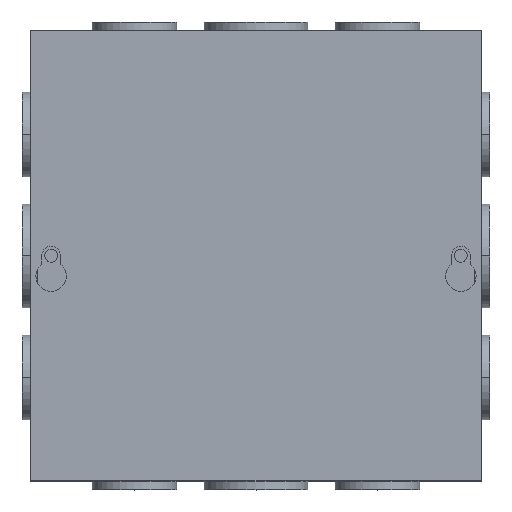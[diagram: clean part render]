
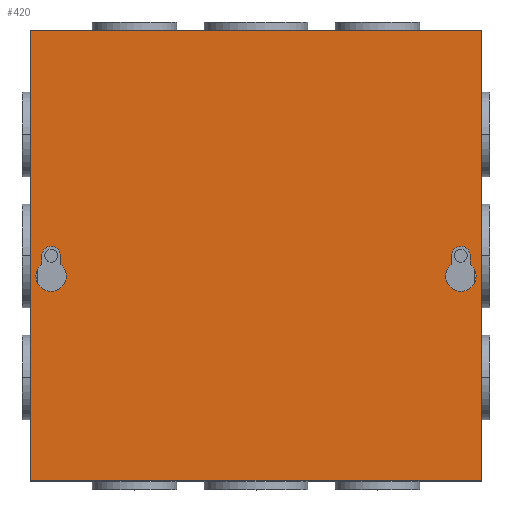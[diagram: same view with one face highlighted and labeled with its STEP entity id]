
A CAD part, top view. The second image highlights one B-rep face of the part: STEP entity #420.
In plain terms, the highlighted planar face has unit normal (0, 0, 1).
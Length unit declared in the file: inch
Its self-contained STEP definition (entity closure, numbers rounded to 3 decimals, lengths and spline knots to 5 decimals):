
#29 = DIRECTION ( 'NONE',  ( 0., -1., 0. ) ) ;
#44 = FACE_OUTER_BOUND ( 'NONE', #2079, .T. ) ;
#55 = CARTESIAN_POINT ( 'NONE',  ( 2.73, -0.272, 3.057 ) ) ;
#86 = AXIS2_PLACEMENT_3D ( 'NONE', #7050, #4628, #7690 ) ;
#206 = AXIS2_PLACEMENT_3D ( 'NONE', #467, #3477, #2782 ) ;
#400 = EDGE_CURVE ( 'NONE', #8514, #8297, #539, .T. ) ;
#420 = ADVANCED_FACE ( 'NONE', ( #44, #8298, #2356 ), #887, .T. ) ;
#432 = VERTEX_POINT ( 'NONE', #2314 ) ;
#467 = CARTESIAN_POINT ( 'NONE',  ( -2.73, 0., 3.057 ) ) ;
#500 = AXIS2_PLACEMENT_3D ( 'NONE', #1096, #7116, #9397 ) ;
#539 = LINE ( 'NONE', #3551, #4154 ) ;
#609 = VERTEX_POINT ( 'NONE', #8179 ) ;
#645 = VERTEX_POINT ( 'NONE', #3628 ) ;
#885 = CARTESIAN_POINT ( 'NONE',  ( -3., 3., 3.057 ) ) ;
#887 = PLANE ( 'NONE',  #3528 ) ;
#936 = LINE ( 'NONE', #8246, #3368 ) ;
#1096 = CARTESIAN_POINT ( 'NONE',  ( -2.73, -0.272, 3.057 ) ) ;
#1161 = CARTESIAN_POINT ( 'NONE',  ( -2.855, 0., 3.057 ) ) ;
#1202 = ORIENTED_EDGE ( 'NONE', *, *, #9381, .T. ) ;
#1290 = CIRCLE ( 'NONE', #7913, 0.203 ) ;
#1314 = ORIENTED_EDGE ( 'NONE', *, *, #3664, .T. ) ;
#1326 = DIRECTION ( 'NONE',  ( 1., 0., 0. ) ) ;
#1680 = DIRECTION ( 'NONE',  ( 1., 0., 0. ) ) ;
#1760 = EDGE_CURVE ( 'NONE', #2699, #8356, #2605, .T. ) ;
#1983 = VERTEX_POINT ( 'NONE', #9548 ) ;
#2079 = EDGE_LOOP ( 'NONE', ( #3438, #3048, #5093, #6355 ) ) ;
#2283 = CARTESIAN_POINT ( 'NONE',  ( 2.605, -3., 3.057 ) ) ;
#2300 = ORIENTED_EDGE ( 'NONE', *, *, #6323, .T. ) ;
#2314 = CARTESIAN_POINT ( 'NONE',  ( 2.605, -0.11205, 3.057 ) ) ;
#2356 = FACE_BOUND ( 'NONE', #9202, .T. ) ;
#2594 = DIRECTION ( 'NONE',  ( 0., 0., -1. ) ) ;
#2605 = CIRCLE ( 'NONE', #86, 0.125 ) ;
#2699 = VERTEX_POINT ( 'NONE', #3871 ) ;
#2782 = DIRECTION ( 'NONE',  ( 1., 0., 0. ) ) ;
#2820 = DIRECTION ( 'NONE',  ( 0., 1., 0. ) ) ;
#3048 = ORIENTED_EDGE ( 'NONE', *, *, #6461, .T. ) ;
#3368 = VECTOR ( 'NONE', #1680, 39.37008 ) ;
#3435 = ORIENTED_EDGE ( 'NONE', *, *, #400, .T. ) ;
#3438 = ORIENTED_EDGE ( 'NONE', *, *, #6635, .T. ) ;
#3477 = DIRECTION ( 'NONE',  ( 0., 0., -1. ) ) ;
#3528 = AXIS2_PLACEMENT_3D ( 'NONE', #7699, #8343, #6805 ) ;
#3540 = CARTESIAN_POINT ( 'NONE',  ( -2.73, -0.272, 3.057 ) ) ;
#3551 = CARTESIAN_POINT ( 'NONE',  ( -2.855, -3., 3.057 ) ) ;
#3628 = CARTESIAN_POINT ( 'NONE',  ( 3., 3., 3.057 ) ) ;
#3664 = EDGE_CURVE ( 'NONE', #1983, #4322, #1290, .T. ) ;
#3871 = CARTESIAN_POINT ( 'NONE',  ( 2.605, 0., 3.057 ) ) ;
#3894 = CARTESIAN_POINT ( 'NONE',  ( 3., -3., 3.057 ) ) ;
#3916 = DIRECTION ( 'NONE',  ( 1., 0., 0. ) ) ;
#3931 = DIRECTION ( 'NONE',  ( 1., 0., 0. ) ) ;
#3976 = ORIENTED_EDGE ( 'NONE', *, *, #5593, .T. ) ;
#3979 = LINE ( 'NONE', #9305, #6997 ) ;
#4078 = VERTEX_POINT ( 'NONE', #3894 ) ;
#4115 = CIRCLE ( 'NONE', #4903, 0.203 ) ;
#4154 = VECTOR ( 'NONE', #6566, 39.37008 ) ;
#4157 = AXIS2_PLACEMENT_3D ( 'NONE', #7046, #2594, #3931 ) ;
#4274 = ORIENTED_EDGE ( 'NONE', *, *, #7083, .T. ) ;
#4322 = VERTEX_POINT ( 'NONE', #9218 ) ;
#4443 = EDGE_CURVE ( 'NONE', #8297, #5287, #7134, .T. ) ;
#4628 = DIRECTION ( 'NONE',  ( 0., 0., -1. ) ) ;
#4635 = VERTEX_POINT ( 'NONE', #7037 ) ;
#4742 = AXIS2_PLACEMENT_3D ( 'NONE', #8465, #6045, #3916 ) ;
#4773 = ORIENTED_EDGE ( 'NONE', *, *, #9436, .T. ) ;
#4834 = LINE ( 'NONE', #5899, #5063 ) ;
#4860 = EDGE_CURVE ( 'NONE', #432, #2699, #6826, .T. ) ;
#4903 = AXIS2_PLACEMENT_3D ( 'NONE', #6653, #9563, #1326 ) ;
#5063 = VECTOR ( 'NONE', #2820, 39.37008 ) ;
#5093 = ORIENTED_EDGE ( 'NONE', *, *, #7867, .T. ) ;
#5216 = CIRCLE ( 'NONE', #4742, 0.203 ) ;
#5220 = EDGE_LOOP ( 'NONE', ( #5563, #3976, #1314, #1202, #6090, #6887 ) ) ;
#5247 = DIRECTION ( 'NONE',  ( 0., 1., 0. ) ) ;
#5254 = CARTESIAN_POINT ( 'NONE',  ( -2.855, -0.11205, 3.057 ) ) ;
#5287 = VERTEX_POINT ( 'NONE', #6114 ) ;
#5418 = VECTOR ( 'NONE', #5629, 39.37008 ) ;
#5423 = ORIENTED_EDGE ( 'NONE', *, *, #4443, .T. ) ;
#5441 = DIRECTION ( 'NONE',  ( 1., 0., 0. ) ) ;
#5501 = VERTEX_POINT ( 'NONE', #5934 ) ;
#5563 = ORIENTED_EDGE ( 'NONE', *, *, #8092, .T. ) ;
#5593 = EDGE_CURVE ( 'NONE', #8762, #1983, #5216, .T. ) ;
#5629 = DIRECTION ( 'NONE',  ( 0., -1., 0. ) ) ;
#5899 = CARTESIAN_POINT ( 'NONE',  ( 3., -3., 3.057 ) ) ;
#5915 = DIRECTION ( 'NONE',  ( 0., 0., -1. ) ) ;
#5934 = CARTESIAN_POINT ( 'NONE',  ( -2.605, -0.11205, 3.057 ) ) ;
#6045 = DIRECTION ( 'NONE',  ( 0., 0., -1. ) ) ;
#6079 = CARTESIAN_POINT ( 'NONE',  ( -3., 3., 3.057 ) ) ;
#6090 = ORIENTED_EDGE ( 'NONE', *, *, #4860, .T. ) ;
#6114 = CARTESIAN_POINT ( 'NONE',  ( -2.605, 0., 3.057 ) ) ;
#6323 = EDGE_CURVE ( 'NONE', #7056, #4635, #4115, .T. ) ;
#6355 = ORIENTED_EDGE ( 'NONE', *, *, #8810, .T. ) ;
#6417 = LINE ( 'NONE', #9377, #5418 ) ;
#6461 = EDGE_CURVE ( 'NONE', #645, #8918, #9761, .T. ) ;
#6566 = DIRECTION ( 'NONE',  ( 0., 1., 0. ) ) ;
#6635 = EDGE_CURVE ( 'NONE', #4078, #645, #4834, .T. ) ;
#6653 = CARTESIAN_POINT ( 'NONE',  ( -2.73, -0.272, 3.057 ) ) ;
#6792 = LINE ( 'NONE', #7582, #8266 ) ;
#6805 = DIRECTION ( 'NONE',  ( 1., 0., 0. ) ) ;
#6826 = LINE ( 'NONE', #2283, #7938 ) ;
#6887 = ORIENTED_EDGE ( 'NONE', *, *, #1760, .T. ) ;
#6915 = DIRECTION ( 'NONE',  ( 0., 0., -1. ) ) ;
#6990 = DIRECTION ( 'NONE',  ( 0., -1., 0. ) ) ;
#6997 = VECTOR ( 'NONE', #6990, 39.37008 ) ;
#7037 = CARTESIAN_POINT ( 'NONE',  ( -2.933, -0.272, 3.057 ) ) ;
#7046 = CARTESIAN_POINT ( 'NONE',  ( 2.73, -0.272, 3.057 ) ) ;
#7050 = CARTESIAN_POINT ( 'NONE',  ( 2.73, 0., 3.057 ) ) ;
#7056 = VERTEX_POINT ( 'NONE', #7822 ) ;
#7083 = EDGE_CURVE ( 'NONE', #4635, #8514, #7919, .T. ) ;
#7116 = DIRECTION ( 'NONE',  ( 0., 0., -1. ) ) ;
#7134 = CIRCLE ( 'NONE', #206, 0.125 ) ;
#7259 = VECTOR ( 'NONE', #7500, 39.37008 ) ;
#7369 = CARTESIAN_POINT ( 'NONE',  ( 2.855, 0., 3.057 ) ) ;
#7500 = DIRECTION ( 'NONE',  ( -1., 0., 0. ) ) ;
#7582 = CARTESIAN_POINT ( 'NONE',  ( 2.855, -3., 3.057 ) ) ;
#7690 = DIRECTION ( 'NONE',  ( 1., 0., 0. ) ) ;
#7699 = CARTESIAN_POINT ( 'NONE',  ( -3., -3., 3.057 ) ) ;
#7822 = CARTESIAN_POINT ( 'NONE',  ( -2.527, -0.272, 3.057 ) ) ;
#7867 = EDGE_CURVE ( 'NONE', #8918, #609, #6417, .T. ) ;
#7913 = AXIS2_PLACEMENT_3D ( 'NONE', #55, #6915, #5441 ) ;
#7919 = CIRCLE ( 'NONE', #500, 0.203 ) ;
#7937 = CIRCLE ( 'NONE', #9190, 0.203 ) ;
#7938 = VECTOR ( 'NONE', #5247, 39.37008 ) ;
#7942 = DIRECTION ( 'NONE',  ( 1., 0., 0. ) ) ;
#7962 = EDGE_CURVE ( 'NONE', #5501, #7056, #7937, .T. ) ;
#8092 = EDGE_CURVE ( 'NONE', #8356, #8762, #6792, .T. ) ;
#8179 = CARTESIAN_POINT ( 'NONE',  ( -3., -3., 3.057 ) ) ;
#8246 = CARTESIAN_POINT ( 'NONE',  ( -3., -3., 3.057 ) ) ;
#8266 = VECTOR ( 'NONE', #29, 39.37008 ) ;
#8297 = VERTEX_POINT ( 'NONE', #1161 ) ;
#8298 = FACE_BOUND ( 'NONE', #5220, .T. ) ;
#8343 = DIRECTION ( 'NONE',  ( 0., 0., 1. ) ) ;
#8356 = VERTEX_POINT ( 'NONE', #7369 ) ;
#8465 = CARTESIAN_POINT ( 'NONE',  ( 2.73, -0.272, 3.057 ) ) ;
#8514 = VERTEX_POINT ( 'NONE', #5254 ) ;
#8762 = VERTEX_POINT ( 'NONE', #9669 ) ;
#8810 = EDGE_CURVE ( 'NONE', #609, #4078, #936, .T. ) ;
#8918 = VERTEX_POINT ( 'NONE', #6079 ) ;
#9039 = CIRCLE ( 'NONE', #4157, 0.203 ) ;
#9111 = ORIENTED_EDGE ( 'NONE', *, *, #7962, .T. ) ;
#9190 = AXIS2_PLACEMENT_3D ( 'NONE', #3540, #5915, #7942 ) ;
#9202 = EDGE_LOOP ( 'NONE', ( #4773, #9111, #2300, #4274, #3435, #5423 ) ) ;
#9218 = CARTESIAN_POINT ( 'NONE',  ( 2.527, -0.272, 3.057 ) ) ;
#9305 = CARTESIAN_POINT ( 'NONE',  ( -2.605, -3., 3.057 ) ) ;
#9377 = CARTESIAN_POINT ( 'NONE',  ( -3., -3., 3.057 ) ) ;
#9381 = EDGE_CURVE ( 'NONE', #4322, #432, #9039, .T. ) ;
#9397 = DIRECTION ( 'NONE',  ( 1., 0., 0. ) ) ;
#9436 = EDGE_CURVE ( 'NONE', #5287, #5501, #3979, .T. ) ;
#9548 = CARTESIAN_POINT ( 'NONE',  ( 2.933, -0.272, 3.057 ) ) ;
#9563 = DIRECTION ( 'NONE',  ( 0., 0., -1. ) ) ;
#9669 = CARTESIAN_POINT ( 'NONE',  ( 2.855, -0.11205, 3.057 ) ) ;
#9761 = LINE ( 'NONE', #885, #7259 ) ;
